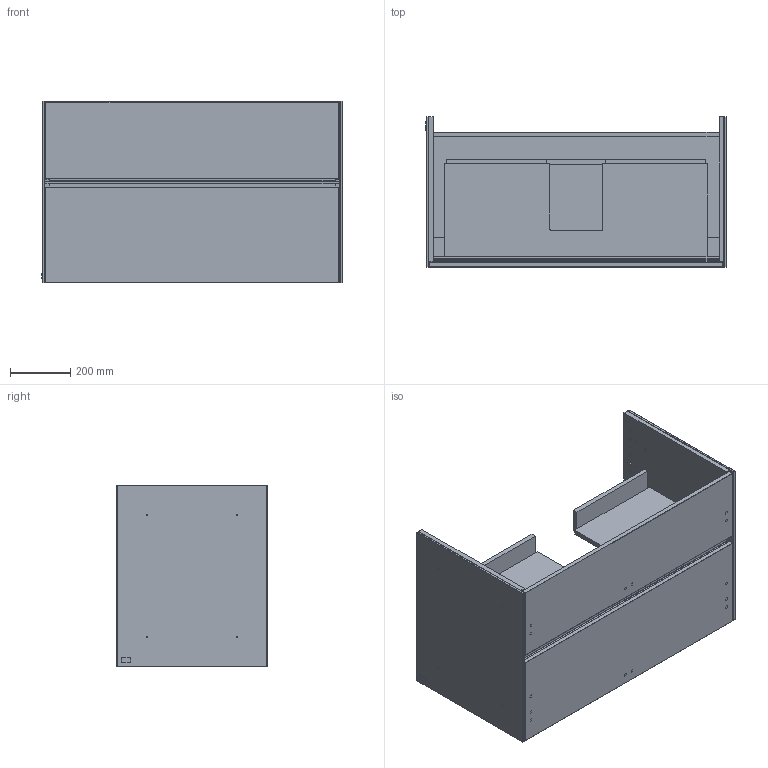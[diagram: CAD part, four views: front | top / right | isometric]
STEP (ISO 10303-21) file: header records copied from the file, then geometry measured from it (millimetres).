
FILE_DESCRIPTION((' '),'2;1');
FILE_NAME('C13900.stp','2022-09-22T09:43:36',(' '),(' '),' ','ACIS',' ');
FILE_SCHEMA(('CONFIG_CONTROL_DESIGN'));
Length unit declared in the file: millimetre
Products named in the file (19): C13900.stp; C13900_ForBodies; Körper1; Körper2; Körper3; Körper4; Körper5; Körper6; Körper7; Körper8; Körper9; Körper10; Körper11; Körper12; Körper13; Körper14; Körper15; Körper16; Körper17
Assembly tree (18 placements, depth 2):
  C13900.stp
    C13900_ForBodies
    Körper1
    Körper2
    Körper3
    Körper4
    Körper5
    Körper6
    Körper7
    Körper8
    Körper9
    Körper10
    Körper11
    Körper12
    Körper13
    Körper14
    Körper15
    Körper16
    Körper17
Bounding box: 997 x 498 x 603.5 mm (x, y, z)
Volume: 43675189.9 mm3; surface area: 7027017.7 mm2
Topology: 17 solids, 89 shells, 655 faces, 1473 edges, 1058 vertices
Faces by surface type: plane 429, cylinder 222, sphere 4
Full cylindrical faces by diameter (mm): 3 x44, 5 x29, 8 x34, 8.02 x22, 10 x18
Entity records: 21067 total; most frequent: DIRECTION 3128, CARTESIAN_POINT 3028, ORIENTED_EDGE 2358, EDGE_CURVE 1300, AXIS2_PLACEMENT_3D 1136, VERTEX_POINT 1036, EDGE_LOOP 958, VECTOR 856
